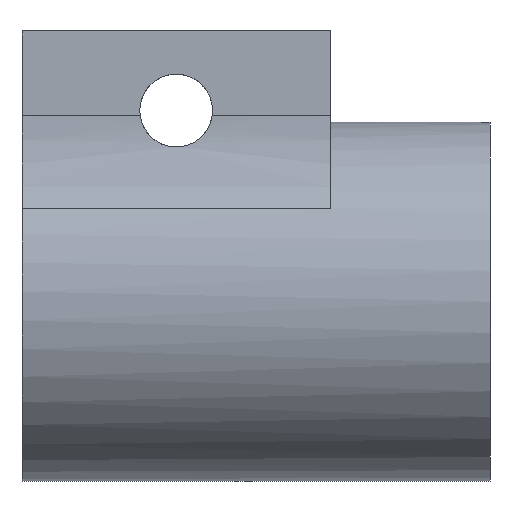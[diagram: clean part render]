
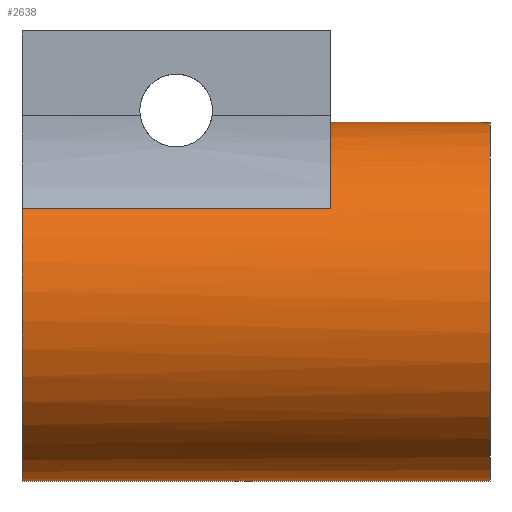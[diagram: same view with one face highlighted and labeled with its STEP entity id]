
A CAD part, left-side view. The second image highlights one B-rep face of the part: STEP entity #2638.
In plain terms, the highlighted cylindrical face has radius 6.35 mm (diameter 12.7 mm), a partial arc.
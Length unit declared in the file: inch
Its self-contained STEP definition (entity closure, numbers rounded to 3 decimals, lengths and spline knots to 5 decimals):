
#28 = VECTOR ( 'NONE', #2895, 39.37008 ) ;
#95 = EDGE_CURVE ( 'NONE', #600, #1087, #659, .T. ) ;
#99 = DIRECTION ( 'NONE',  ( 0., 0., -1. ) ) ;
#215 = DIRECTION ( 'NONE',  ( 0., 1., 0. ) ) ;
#242 = DIRECTION ( 'NONE',  ( 0., 1., 0. ) ) ;
#373 = AXIS2_PLACEMENT_3D ( 'NONE', #2106, #242, #2423 ) ;
#381 = CARTESIAN_POINT ( 'NONE',  ( 0., 0.2225, 0. ) ) ;
#395 = CARTESIAN_POINT ( 'NONE',  ( -0.21375, 0.6525, 0.12966 ) ) ;
#440 = CYLINDRICAL_SURFACE ( 'NONE', #2554, 0.25 ) ;
#488 = CARTESIAN_POINT ( 'NONE',  ( -0.0275, 0.2225, 0.24848 ) ) ;
#573 = ORIENTED_EDGE ( 'NONE', *, *, #2807, .F. ) ;
#598 = AXIS2_PLACEMENT_3D ( 'NONE', #2069, #215, #2392 ) ;
#600 = VERTEX_POINT ( 'NONE', #993 ) ;
#659 = LINE ( 'NONE', #933, #3841 ) ;
#705 = DIRECTION ( 'NONE',  ( 0., 0., 1. ) ) ;
#725 = DIRECTION ( 'NONE',  ( 0., -1., 0. ) ) ;
#741 = EDGE_CURVE ( 'NONE', #2037, #2235, #862, .T. ) ;
#808 = ORIENTED_EDGE ( 'NONE', *, *, #1137, .F. ) ;
#862 = LINE ( 'NONE', #1611, #28 ) ;
#933 = CARTESIAN_POINT ( 'NONE',  ( 0., 0.6525, -0.25 ) ) ;
#993 = CARTESIAN_POINT ( 'NONE',  ( 0., 0.6525, -0.25 ) ) ;
#1027 = CARTESIAN_POINT ( 'NONE',  ( 0., 0.6525, 0. ) ) ;
#1087 = VERTEX_POINT ( 'NONE', #3223 ) ;
#1137 = EDGE_CURVE ( 'NONE', #2801, #2569, #3368, .T. ) ;
#1169 = ORIENTED_EDGE ( 'NONE', *, *, #2192, .F. ) ;
#1400 = ORIENTED_EDGE ( 'NONE', *, *, #2885, .T. ) ;
#1531 = CARTESIAN_POINT ( 'NONE',  ( 0., 0., 0.25 ) ) ;
#1544 = DIRECTION ( 'NONE',  ( 0., -1., 0. ) ) ;
#1611 = CARTESIAN_POINT ( 'NONE',  ( -0.21375, 0.6525, 0.12966 ) ) ;
#1735 = DIRECTION ( 'NONE',  ( 0., 1., 0. ) ) ;
#2037 = VERTEX_POINT ( 'NONE', #2741 ) ;
#2069 = CARTESIAN_POINT ( 'NONE',  ( 0., 0., 0. ) ) ;
#2106 = CARTESIAN_POINT ( 'NONE',  ( 0., 0.6525, 0. ) ) ;
#2188 = FACE_OUTER_BOUND ( 'NONE', #2589, .T. ) ;
#2192 = EDGE_CURVE ( 'NONE', #2037, #2326, #2678, .T. ) ;
#2235 = VERTEX_POINT ( 'NONE', #395 ) ;
#2238 = CIRCLE ( 'NONE', #598, 0.25 ) ;
#2326 = VERTEX_POINT ( 'NONE', #488 ) ;
#2392 = DIRECTION ( 'NONE',  ( 0., 0., 1. ) ) ;
#2423 = DIRECTION ( 'NONE',  ( 0., 0., 1. ) ) ;
#2545 = ORIENTED_EDGE ( 'NONE', *, *, #95, .T. ) ;
#2554 = AXIS2_PLACEMENT_3D ( 'NONE', #1027, #725, #99 ) ;
#2555 = DIRECTION ( 'NONE',  ( 0., 1., 0. ) ) ;
#2557 = VECTOR ( 'NONE', #2952, 39.37008 ) ;
#2569 = VERTEX_POINT ( 'NONE', #1531 ) ;
#2589 = EDGE_LOOP ( 'NONE', ( #808, #573, #1169, #2868, #3291, #2545, #1400 ) ) ;
#2638 = ADVANCED_FACE ( 'NONE', ( #2188 ), #440, .T. ) ;
#2647 = CARTESIAN_POINT ( 'NONE',  ( 0., 0.6525, 0.25 ) ) ;
#2678 = CIRCLE ( 'NONE', #3734, 0.25 ) ;
#2741 = CARTESIAN_POINT ( 'NONE',  ( -0.21375, 0.2225, 0.12966 ) ) ;
#2799 = CIRCLE ( 'NONE', #373, 0.25 ) ;
#2801 = VERTEX_POINT ( 'NONE', #2946 ) ;
#2807 = EDGE_CURVE ( 'NONE', #2326, #2801, #3250, .T. ) ;
#2868 = ORIENTED_EDGE ( 'NONE', *, *, #741, .T. ) ;
#2885 = EDGE_CURVE ( 'NONE', #1087, #2569, #2238, .T. ) ;
#2895 = DIRECTION ( 'NONE',  ( 0., 1., 0. ) ) ;
#2946 = CARTESIAN_POINT ( 'NONE',  ( 0., 0.2225, 0.25 ) ) ;
#2952 = DIRECTION ( 'NONE',  ( 0., -1., 0. ) ) ;
#3223 = CARTESIAN_POINT ( 'NONE',  ( 0., 0., -0.25 ) ) ;
#3250 = CIRCLE ( 'NONE', #3577, 0.25 ) ;
#3291 = ORIENTED_EDGE ( 'NONE', *, *, #3711, .F. ) ;
#3368 = LINE ( 'NONE', #2647, #2557 ) ;
#3577 = AXIS2_PLACEMENT_3D ( 'NONE', #3590, #1735, #3900 ) ;
#3590 = CARTESIAN_POINT ( 'NONE',  ( 0., 0.2225, 0. ) ) ;
#3711 = EDGE_CURVE ( 'NONE', #600, #2235, #2799, .T. ) ;
#3734 = AXIS2_PLACEMENT_3D ( 'NONE', #381, #2555, #705 ) ;
#3841 = VECTOR ( 'NONE', #1544, 39.37008 ) ;
#3900 = DIRECTION ( 'NONE',  ( 0., 0., 1. ) ) ;
